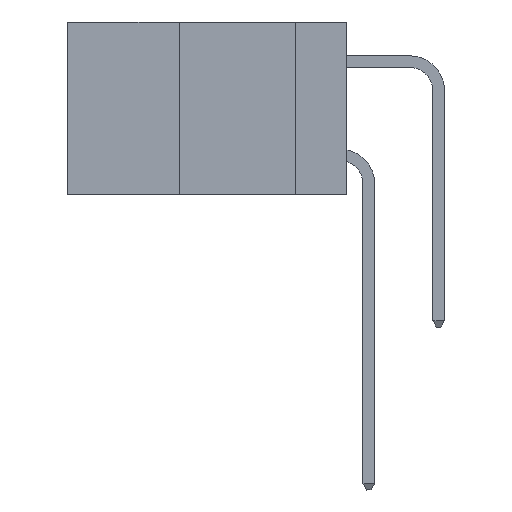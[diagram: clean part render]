
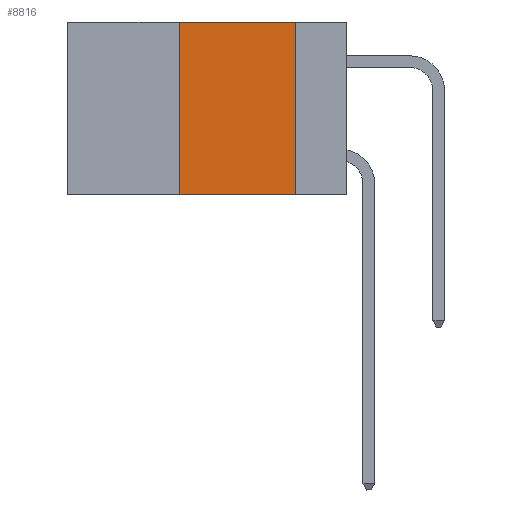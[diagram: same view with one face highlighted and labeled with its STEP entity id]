
A CAD part, left-side view. The second image highlights one B-rep face of the part: STEP entity #8816.
In plain terms, the highlighted planar face has unit normal (-1, 0, 0).
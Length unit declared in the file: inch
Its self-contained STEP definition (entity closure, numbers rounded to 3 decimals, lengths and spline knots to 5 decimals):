
#196 = FACE_OUTER_BOUND ( 'NONE', #35536, .T. ) ;
#2314 = DIRECTION ( 'NONE',  ( 0., 0., -1. ) ) ;
#2944 = EDGE_CURVE ( 'NONE', #7684, #20620, #25501, .T. ) ;
#3699 = ORIENTED_EDGE ( 'NONE', *, *, #34109, .T. ) ;
#4334 = VECTOR ( 'NONE', #15213, 39.37008 ) ;
#5985 = CARTESIAN_POINT ( 'NONE',  ( 0., 0.36, -0.37 ) ) ;
#7284 = VECTOR ( 'NONE', #26805, 39.37008 ) ;
#7603 = CARTESIAN_POINT ( 'NONE',  ( 0., 0.36, 0. ) ) ;
#7684 = VERTEX_POINT ( 'NONE', #5985 ) ;
#7890 = VECTOR ( 'NONE', #40342, 39.37008 ) ;
#8711 = CARTESIAN_POINT ( 'NONE',  ( 0., 0.6, 0. ) ) ;
#8816 = ADVANCED_FACE ( 'NONE', ( #196 ), #18497, .F. ) ;
#9876 = AXIS2_PLACEMENT_3D ( 'NONE', #11956, #21718, #2314 ) ;
#9900 = LINE ( 'NONE', #24083, #7890 ) ;
#11601 = EDGE_CURVE ( 'NONE', #30902, #32941, #9900, .T. ) ;
#11956 = CARTESIAN_POINT ( 'NONE',  ( 0., 0.6, 0. ) ) ;
#12772 = ORIENTED_EDGE ( 'NONE', *, *, #39854, .F. ) ;
#15213 = DIRECTION ( 'NONE',  ( 0., -1., 0. ) ) ;
#15313 = ORIENTED_EDGE ( 'NONE', *, *, #11601, .F. ) ;
#18216 = VECTOR ( 'NONE', #41723, 39.37008 ) ;
#18497 = PLANE ( 'NONE',  #9876 ) ;
#20620 = VERTEX_POINT ( 'NONE', #36832 ) ;
#21718 = DIRECTION ( 'NONE',  ( 1., 0., 0. ) ) ;
#22359 = CARTESIAN_POINT ( 'NONE',  ( 0., 0.6, -0.37 ) ) ;
#24083 = CARTESIAN_POINT ( 'NONE',  ( 0., 0.11, 0. ) ) ;
#25473 = ORIENTED_EDGE ( 'NONE', *, *, #2944, .F. ) ;
#25501 = LINE ( 'NONE', #7603, #7284 ) ;
#26794 = LINE ( 'NONE', #22359, #18216 ) ;
#26805 = DIRECTION ( 'NONE',  ( 0., 0., 1. ) ) ;
#30902 = VERTEX_POINT ( 'NONE', #39313 ) ;
#32941 = VERTEX_POINT ( 'NONE', #36072 ) ;
#34109 = EDGE_CURVE ( 'NONE', #7684, #32941, #26794, .T. ) ;
#35536 = EDGE_LOOP ( 'NONE', ( #15313, #12772, #25473, #3699 ) ) ;
#36072 = CARTESIAN_POINT ( 'NONE',  ( 0., 0.11, -0.37 ) ) ;
#36832 = CARTESIAN_POINT ( 'NONE',  ( 0., 0.36, 0. ) ) ;
#38729 = LINE ( 'NONE', #8711, #4334 ) ;
#39313 = CARTESIAN_POINT ( 'NONE',  ( 0., 0.11, 0. ) ) ;
#39854 = EDGE_CURVE ( 'NONE', #20620, #30902, #38729, .T. ) ;
#40342 = DIRECTION ( 'NONE',  ( 0., 0., -1. ) ) ;
#41723 = DIRECTION ( 'NONE',  ( 0., -1., 0. ) ) ;
